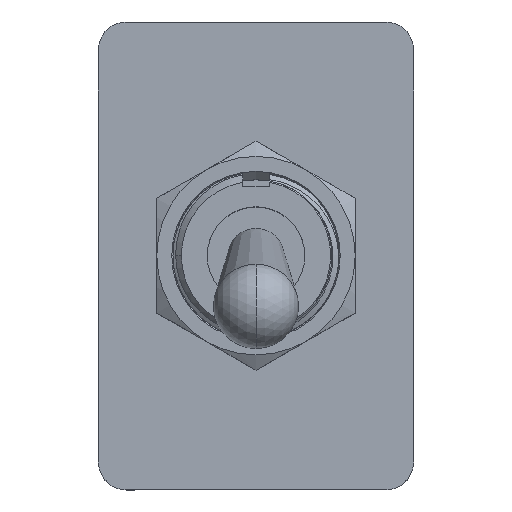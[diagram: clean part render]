
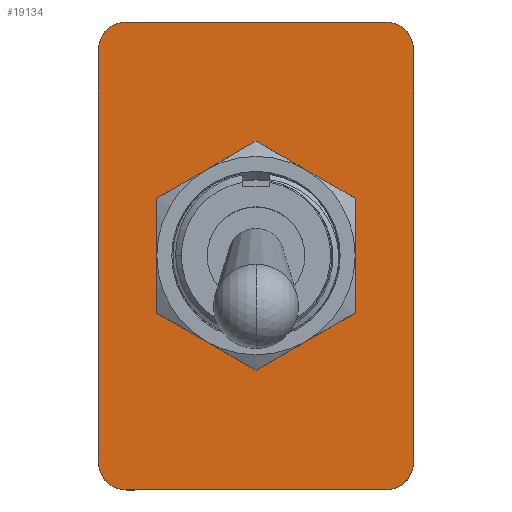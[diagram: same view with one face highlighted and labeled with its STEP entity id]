
A CAD part, top view. The second image highlights one B-rep face of the part: STEP entity #19134.
In plain terms, the highlighted planar face has unit normal (0, 0, 1).
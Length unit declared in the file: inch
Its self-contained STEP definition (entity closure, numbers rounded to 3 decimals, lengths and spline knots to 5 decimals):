
#362 = CIRCLE ( 'NONE', #1443, 0.07874 ) ;
#437 = VERTEX_POINT ( 'NONE', #14189 ) ;
#463 = ORIENTED_EDGE ( 'NONE', *, *, #4597, .T. ) ;
#470 = VERTEX_POINT ( 'NONE', #13614 ) ;
#715 = CIRCLE ( 'NONE', #2069, 0.23438 ) ;
#1119 = ORIENTED_EDGE ( 'NONE', *, *, #21183, .F. ) ;
#1443 = AXIS2_PLACEMENT_3D ( 'NONE', #23037, #9325, #25133 ) ;
#2069 = AXIS2_PLACEMENT_3D ( 'NONE', #21960, #8166, #24103 ) ;
#2721 = ORIENTED_EDGE ( 'NONE', *, *, #17303, .F. ) ;
#2872 = VERTEX_POINT ( 'NONE', #15805 ) ;
#2925 = CARTESIAN_POINT ( 'NONE',  ( 0.44948, -1.08318, 0.41855 ) ) ;
#3285 = EDGE_LOOP ( 'NONE', ( #4931, #2721, #18707, #22627, #20353, #19772, #22661, #1119 ) ) ;
#3478 = CARTESIAN_POINT ( 'NONE',  ( 0.44948, 0.15816, 0.41855 ) ) ;
#3686 = CARTESIAN_POINT ( 'NONE',  ( -0.36155, 0.07942, 0.41855 ) ) ;
#4010 = VERTEX_POINT ( 'NONE', #9431 ) ;
#4597 = EDGE_CURVE ( 'NONE', #2872, #4897, #715, .T. ) ;
#4698 = CIRCLE ( 'NONE', #7595, 0.23438 ) ;
#4708 = CARTESIAN_POINT ( 'NONE',  ( -0.15104, -0.50188, 0.41855 ) ) ;
#4862 = CARTESIAN_POINT ( 'NONE',  ( 0.44948, -1.16192, 0.41855 ) ) ;
#4897 = VERTEX_POINT ( 'NONE', #4708 ) ;
#4931 = ORIENTED_EDGE ( 'NONE', *, *, #15801, .F. ) ;
#5025 = ORIENTED_EDGE ( 'NONE', *, *, #13555, .T. ) ;
#5449 = DIRECTION ( 'NONE',  ( -1., 0., 0. ) ) ;
#5498 = LINE ( 'NONE', #3686, #29329 ) ;
#6007 = DIRECTION ( 'NONE',  ( 1., 0., 0. ) ) ;
#6205 = DIRECTION ( 'NONE',  ( 0., 0., -1. ) ) ;
#6210 = DIRECTION ( 'NONE',  ( 0., 1., 0. ) ) ;
#7595 = AXIS2_PLACEMENT_3D ( 'NONE', #26805, #13629, #28878 ) ;
#7972 = EDGE_LOOP ( 'NONE', ( #463, #5025 ) ) ;
#8056 = EDGE_CURVE ( 'NONE', #4010, #22094, #18357, .T. ) ;
#8166 = DIRECTION ( 'NONE',  ( 0., 0., -1. ) ) ;
#8365 = AXIS2_PLACEMENT_3D ( 'NONE', #20117, #6205, #22381 ) ;
#9325 = DIRECTION ( 'NONE',  ( 0., 0., -1. ) ) ;
#9431 = CARTESIAN_POINT ( 'NONE',  ( -0.28281, -1.16192, 0.41855 ) ) ;
#9796 = VERTEX_POINT ( 'NONE', #24230 ) ;
#9942 = FACE_BOUND ( 'NONE', #7972, .T. ) ;
#10258 = CARTESIAN_POINT ( 'NONE',  ( 0.44948, 0.15816, 0.41855 ) ) ;
#10540 = CIRCLE ( 'NONE', #18922, 0.07874 ) ;
#11572 = CARTESIAN_POINT ( 'NONE',  ( 0.44948, 0.07942, 0.41855 ) ) ;
#13555 = EDGE_CURVE ( 'NONE', #4897, #2872, #4698, .T. ) ;
#13614 = CARTESIAN_POINT ( 'NONE',  ( -0.28281, 0.15816, 0.41855 ) ) ;
#13629 = DIRECTION ( 'NONE',  ( 0., 0., -1. ) ) ;
#13877 = CARTESIAN_POINT ( 'NONE',  ( -0.28281, 0.07942, 0.41855 ) ) ;
#13888 = PLANE ( 'NONE',  #27191 ) ;
#14189 = CARTESIAN_POINT ( 'NONE',  ( 0.52822, 0.07942, 0.41855 ) ) ;
#14243 = CARTESIAN_POINT ( 'NONE',  ( -0.36155, 0.07942, 0.41855 ) ) ;
#14683 = VECTOR ( 'NONE', #6007, 39.37008 ) ;
#14733 = DIRECTION ( 'NONE',  ( 0., 0., 1. ) ) ;
#15801 = EDGE_CURVE ( 'NONE', #26791, #437, #362, .T. ) ;
#15805 = CARTESIAN_POINT ( 'NONE',  ( 0.31771, -0.50188, 0.41855 ) ) ;
#15937 = CARTESIAN_POINT ( 'NONE',  ( 0.52822, -1.08318, 0.41855 ) ) ;
#16022 = EDGE_CURVE ( 'NONE', #22094, #26237, #5498, .T. ) ;
#16158 = DIRECTION ( 'NONE',  ( -1., 0., 0. ) ) ;
#16171 = DIRECTION ( 'NONE',  ( 1., 0., 0. ) ) ;
#16707 = VERTEX_POINT ( 'NONE', #15937 ) ;
#17019 = LINE ( 'NONE', #4862, #24313 ) ;
#17303 = EDGE_CURVE ( 'NONE', #470, #26791, #20759, .T. ) ;
#18357 = CIRCLE ( 'NONE', #8365, 0.07874 ) ;
#18707 = ORIENTED_EDGE ( 'NONE', *, *, #28330, .F. ) ;
#18922 = AXIS2_PLACEMENT_3D ( 'NONE', #13877, #29109, #16158 ) ;
#19134 = ADVANCED_FACE ( 'NONE', ( #9942, #27636 ), #13888, .T. ) ;
#19419 = DIRECTION ( 'NONE',  ( 0., 0., -1. ) ) ;
#19772 = ORIENTED_EDGE ( 'NONE', *, *, #28875, .F. ) ;
#20117 = CARTESIAN_POINT ( 'NONE',  ( -0.28281, -1.08318, 0.41855 ) ) ;
#20353 = ORIENTED_EDGE ( 'NONE', *, *, #8056, .F. ) ;
#20759 = LINE ( 'NONE', #3478, #14683 ) ;
#21167 = DIRECTION ( 'NONE',  ( -1., 0., 0. ) ) ;
#21183 = EDGE_CURVE ( 'NONE', #437, #16707, #26986, .T. ) ;
#21960 = CARTESIAN_POINT ( 'NONE',  ( 0.08333, -0.50188, 0.41855 ) ) ;
#22020 = CIRCLE ( 'NONE', #28866, 0.07874 ) ;
#22094 = VERTEX_POINT ( 'NONE', #22460 ) ;
#22381 = DIRECTION ( 'NONE',  ( -1., 0., 0. ) ) ;
#22460 = CARTESIAN_POINT ( 'NONE',  ( -0.36155, -1.08318, 0.41855 ) ) ;
#22627 = ORIENTED_EDGE ( 'NONE', *, *, #16022, .F. ) ;
#22661 = ORIENTED_EDGE ( 'NONE', *, *, #26713, .F. ) ;
#23037 = CARTESIAN_POINT ( 'NONE',  ( 0.44948, 0.07942, 0.41855 ) ) ;
#24103 = DIRECTION ( 'NONE',  ( -1., 0., 0. ) ) ;
#24230 = CARTESIAN_POINT ( 'NONE',  ( 0.44948, -1.16192, 0.41855 ) ) ;
#24313 = VECTOR ( 'NONE', #21167, 39.37008 ) ;
#25133 = DIRECTION ( 'NONE',  ( 1., 0., 0. ) ) ;
#25768 = CARTESIAN_POINT ( 'NONE',  ( 0.52822, 0.07942, 0.41855 ) ) ;
#26237 = VERTEX_POINT ( 'NONE', #14243 ) ;
#26713 = EDGE_CURVE ( 'NONE', #16707, #9796, #22020, .T. ) ;
#26791 = VERTEX_POINT ( 'NONE', #10258 ) ;
#26805 = CARTESIAN_POINT ( 'NONE',  ( 0.08333, -0.50188, 0.41855 ) ) ;
#26986 = LINE ( 'NONE', #25768, #27611 ) ;
#27191 = AXIS2_PLACEMENT_3D ( 'NONE', #11572, #14733, #16171 ) ;
#27611 = VECTOR ( 'NONE', #28542, 39.37008 ) ;
#27636 = FACE_OUTER_BOUND ( 'NONE', #3285, .T. ) ;
#28330 = EDGE_CURVE ( 'NONE', #26237, #470, #10540, .T. ) ;
#28542 = DIRECTION ( 'NONE',  ( 0., -1., 0. ) ) ;
#28866 = AXIS2_PLACEMENT_3D ( 'NONE', #2925, #19419, #5449 ) ;
#28875 = EDGE_CURVE ( 'NONE', #9796, #4010, #17019, .T. ) ;
#28878 = DIRECTION ( 'NONE',  ( -1., 0., 0. ) ) ;
#29109 = DIRECTION ( 'NONE',  ( 0., 0., -1. ) ) ;
#29329 = VECTOR ( 'NONE', #6210, 39.37008 ) ;
